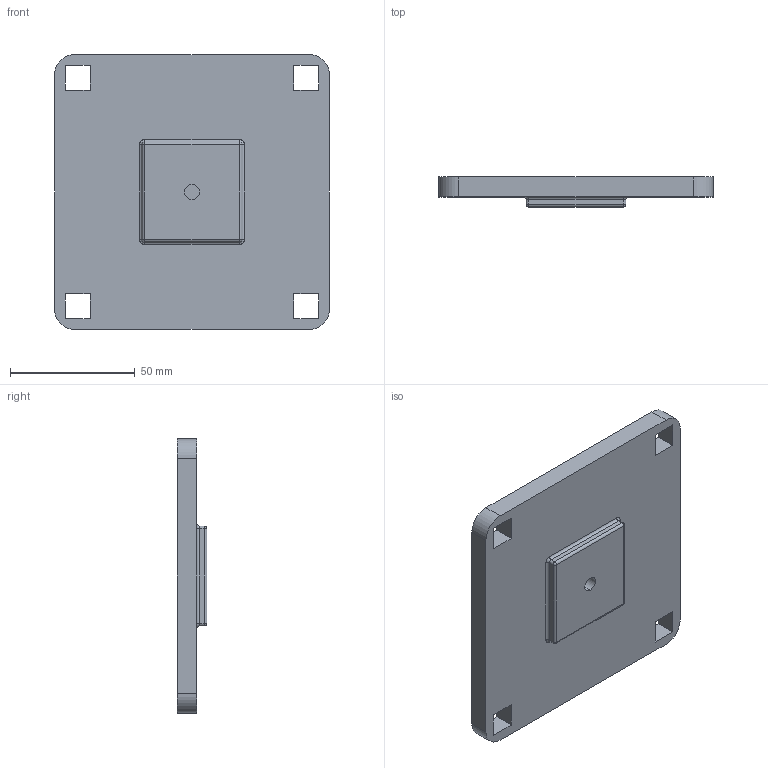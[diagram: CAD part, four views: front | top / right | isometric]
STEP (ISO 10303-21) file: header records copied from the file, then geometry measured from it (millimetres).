
FILE_DESCRIPTION (( 'STEP AP203' ), '1' );
FILE_NAME ('Àäàïòåð ñòåíäà.STEP', '2026-02-07T10:42:37', ( '' ), ( '' ), 'SwSTEP 2.0', 'SolidWorks 2024', '' );
FILE_SCHEMA (( 'CONFIG_CONTROL_DESIGN' ));
Length unit declared in the file: millimetre
Products named in the file (1): Адаптер стенда
Bounding box: 110 x 12 x 110 mm (x, y, z)
Volume: 99274.9 mm3; surface area: 28666 mm2
Topology: 1 solids, 1 shells, 54 faces, 134 edges, 80 vertices
Faces by surface type: plane 28, cylinder 18, torus 4, sphere 4
Entity records: 1647 total; most frequent: DIRECTION 280, CARTESIAN_POINT 265, ORIENTED_EDGE 260, EDGE_CURVE 130, AXIS2_PLACEMENT_3D 95, VECTOR 90, LINE 90, VERTEX_POINT 80
